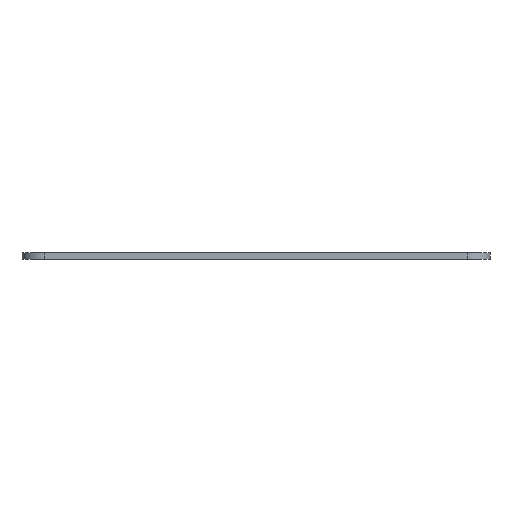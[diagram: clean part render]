
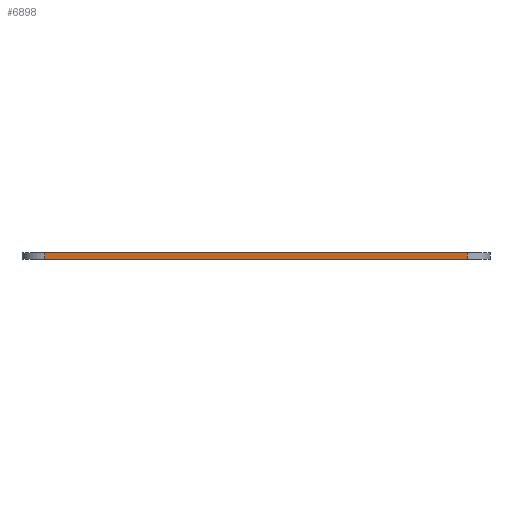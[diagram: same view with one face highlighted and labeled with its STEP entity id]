
A CAD part, front view. The second image highlights one B-rep face of the part: STEP entity #6898.
In plain terms, the highlighted planar face has unit normal (0, -1, 0).
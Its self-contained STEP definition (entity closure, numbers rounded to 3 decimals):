
#1021=FACE_OUTER_BOUND('',#1426,.T.);
#1426=EDGE_LOOP('',(#6279,#6280,#6281,#6282));
#1973=LINE('',#13399,#2574);
#2000=LINE('',#13473,#2601);
#2029=LINE('',#13541,#2630);
#2030=LINE('',#13543,#2631);
#2574=VECTOR('',#7881,10.);
#2601=VECTOR('',#7940,10.);
#2630=VECTOR('',#7987,10.);
#2631=VECTOR('',#7990,10.);
#3279=VERTEX_POINT('',#13396);
#3280=VERTEX_POINT('',#13398);
#3310=VERTEX_POINT('',#13470);
#3311=VERTEX_POINT('',#13472);
#4266=EDGE_CURVE('',#3279,#3280,#1973,.T.);
#4300=EDGE_CURVE('',#3311,#3310,#2000,.T.);
#4335=EDGE_CURVE('',#3311,#3279,#2029,.T.);
#4336=EDGE_CURVE('',#3280,#3310,#2030,.T.);
#6279=ORIENTED_EDGE('',*,*,#4335,.F.);
#6280=ORIENTED_EDGE('',*,*,#4300,.T.);
#6281=ORIENTED_EDGE('',*,*,#4336,.F.);
#6282=ORIENTED_EDGE('',*,*,#4266,.F.);
#6538=PLANE('',#7090);
#6898=ADVANCED_FACE('',(#1021),#6538,.T.);
#7090=AXIS2_PLACEMENT_3D('',#13542,#7988,#7989);
#7881=DIRECTION('',(1.,0.,0.));
#7940=DIRECTION('',(1.,0.,0.));
#7987=DIRECTION('',(0.,0.,1.));
#7988=DIRECTION('center_axis',(0.,-1.,0.));
#7989=DIRECTION('ref_axis',(1.,0.,0.));
#7990=DIRECTION('',(0.,0.,-1.));
#13396=CARTESIAN_POINT('',(5.,0.,1.5));
#13398=CARTESIAN_POINT('',(98.45,0.,1.5));
#13399=CARTESIAN_POINT('',(0.,0.,1.5));
#13470=CARTESIAN_POINT('',(98.45,0.,0.));
#13472=CARTESIAN_POINT('',(5.,0.,0.));
#13473=CARTESIAN_POINT('',(0.,0.,0.));
#13541=CARTESIAN_POINT('',(5.,0.,0.));
#13542=CARTESIAN_POINT('Origin',(0.,0.,0.));
#13543=CARTESIAN_POINT('',(98.45,0.,0.));
